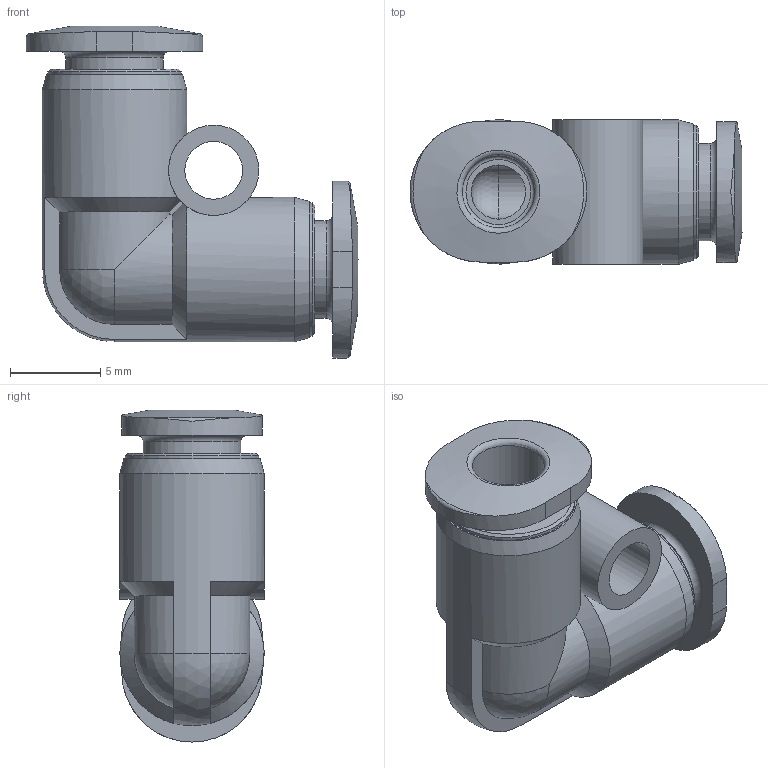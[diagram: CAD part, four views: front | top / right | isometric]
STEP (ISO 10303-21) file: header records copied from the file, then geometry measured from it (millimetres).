
FILE_DESCRIPTION(/* description */ ('STEP AP214'),/* implementation_level */ '2;1');
FILE_NAME(/* name */ '130766_QSML-4-100',/* time_stamp */ '2024-09-14T12:35:09+02:00',/* author */ ('License CC BY-ND 4.0'),/* organization */ ('CADENAS'),/* preprocessor_version */ 'ST-DEVELOPER v19.3',/* originating_system */ 'PARTsolutions',/* authorisation */ ' ');
FILE_SCHEMA (('AUTOMOTIVE_DESIGN {1 0 10303 214 3 1 1}'));
Length unit declared in the file: millimetre
Products named in the file (1): 130766 QSML-4-100
Bounding box: 18.4 x 8 x 18.4 mm (x, y, z)
Volume: 948.6 mm3; surface area: 1342 mm2
Topology: 1 solids, 1 shells, 62 faces, 154 edges, 100 vertices
Faces by surface type: cylinder 20, plane 18, cone 10, torus 10, sphere 4
Full cylindrical faces by diameter (mm): 3 x2, 3.2 x1, 4 x2, 5 x1, 5.4 x2, 7.388 x2, 8 x2
Entity records: 2175 total; most frequent: CARTESIAN_POINT 392, DIRECTION 276, ORIENTED_EDGE 242, AXIS2_PLACEMENT_3D 126, EDGE_CURVE 121, EDGE_LOOP 97, FACE_BOUND 97, VERTEX_POINT 92
